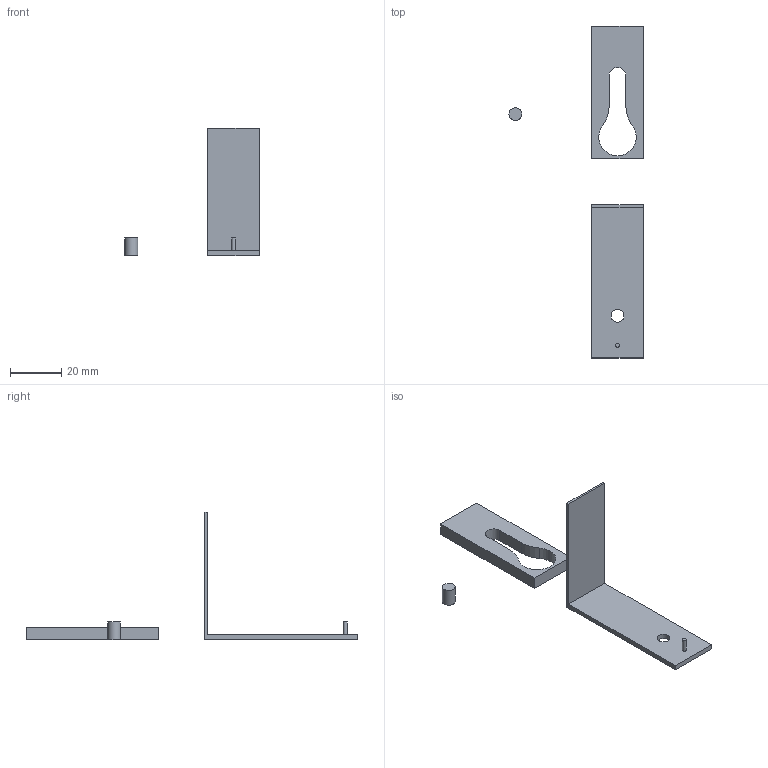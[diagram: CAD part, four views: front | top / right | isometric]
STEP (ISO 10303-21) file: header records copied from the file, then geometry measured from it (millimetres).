
FILE_DESCRIPTION(/* description */ ('','CAx-IF Rec.Pracs.---Representation and Presentation of Product Manufacturing Information (PMI)---4.0---2014-10-13'),/* implementation_level */ '2;1');
FILE_NAME(/* name */ 'Lower Shoulder Printable v1.step',/* time_stamp */ '2025-01-14T20:36:37+11:00',/* author */ (''),/* organization */ (''),/* preprocessor_version */ 'ST-DEVELOPER v20',/* originating_system */ 'Autodesk Translation Framework v13.20.0.188',/* authorisation */ '');
FILE_SCHEMA (('AP242_MANAGED_MODEL_BASED_3D_ENGINEERING_MIM_LF { 1 0 10303 442 1 1 4 }'));
Length unit declared in the file: millimetre
Products named in the file (3): Lower Shoulder Printable; Lower Shoulder 1; Lower Shoulder 2
Assembly tree (2 placements, depth 2):
  Lower Shoulder Printable
    Lower Shoulder 1
    Lower Shoulder 2
Bounding box: 52.5 x 130 x 50 mm (x, y, z)
Volume: 7152.4 mm3; surface area: 7510.7 mm2
Topology: 3 solids, 3 shells, 28 faces, 63 edges, 42 vertices
Faces by surface type: plane 20, cylinder 8
Full cylindrical faces by diameter (mm): 1.5 x1, 5 x2
Entity records: 853 total; most frequent: DIRECTION 145, CARTESIAN_POINT 138, ORIENTED_EDGE 126, EDGE_CURVE 63, AXIS2_PLACEMENT_3D 49, LINE 47, VECTOR 47, VERTEX_POINT 42
